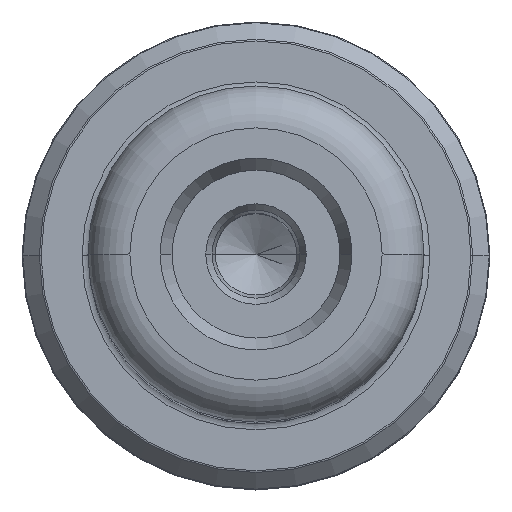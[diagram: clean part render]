
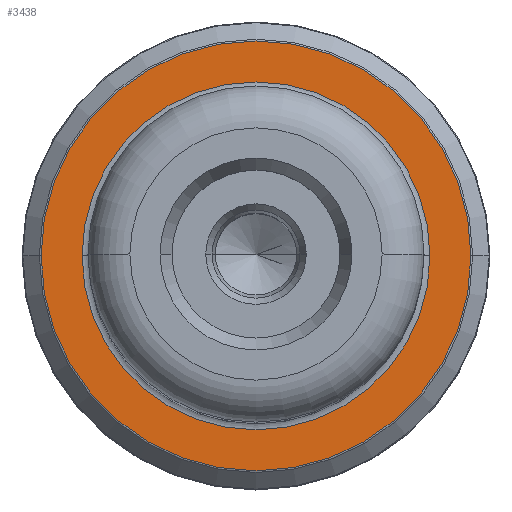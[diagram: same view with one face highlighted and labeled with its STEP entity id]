
A CAD part, top view. The second image highlights one B-rep face of the part: STEP entity #3438.
In plain terms, the highlighted planar face has unit normal (0, 0, 1).
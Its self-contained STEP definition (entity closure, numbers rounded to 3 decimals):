
#245 = ORIENTED_EDGE ( 'NONE', *, *, #937, .T. ) ;
#339 = CARTESIAN_POINT ( 'NONE',  ( -14.5, 0., 30. ) ) ;
#379 = VERTEX_POINT ( 'NONE', #1780 ) ;
#545 = CARTESIAN_POINT ( 'NONE',  ( 0., 0., 30. ) ) ;
#586 = CIRCLE ( 'NONE', #3548, 14.5 ) ;
#589 = ORIENTED_EDGE ( 'NONE', *, *, #3845, .T. ) ;
#937 = EDGE_CURVE ( 'NONE', #3165, #3454, #586, .T. ) ;
#1011 = CIRCLE ( 'NONE', #3287, 17.917 ) ;
#1158 = ORIENTED_EDGE ( 'NONE', *, *, #1276, .T. ) ;
#1205 = ORIENTED_EDGE ( 'NONE', *, *, #2515, .T. ) ;
#1258 = DIRECTION ( 'NONE',  ( 1., 0., 0. ) ) ;
#1276 = EDGE_CURVE ( 'NONE', #3454, #3165, #1560, .T. ) ;
#1363 = VERTEX_POINT ( 'NONE', #3048 ) ;
#1438 = DIRECTION ( 'NONE',  ( -1., 0., 0. ) ) ;
#1460 = CARTESIAN_POINT ( 'NONE',  ( 0., 0., 30. ) ) ;
#1528 = FACE_OUTER_BOUND ( 'NONE', #3015, .T. ) ;
#1560 = CIRCLE ( 'NONE', #2796, 14.5 ) ;
#1780 = CARTESIAN_POINT ( 'NONE',  ( 17.917, 0., 30. ) ) ;
#1888 = FACE_BOUND ( 'NONE', #2382, .T. ) ;
#2256 = AXIS2_PLACEMENT_3D ( 'NONE', #2516, #3133, #3426 ) ;
#2368 = AXIS2_PLACEMENT_3D ( 'NONE', #545, #3009, #2702 ) ;
#2377 = CARTESIAN_POINT ( 'NONE',  ( 0., 0., 30. ) ) ;
#2382 = EDGE_LOOP ( 'NONE', ( #245, #1158 ) ) ;
#2421 = DIRECTION ( 'NONE',  ( 0., 0., -1. ) ) ;
#2500 = PLANE ( 'NONE',  #2256 ) ;
#2515 = EDGE_CURVE ( 'NONE', #379, #1363, #1011, .T. ) ;
#2516 = CARTESIAN_POINT ( 'NONE',  ( 0., 0., 30. ) ) ;
#2700 = DIRECTION ( 'NONE',  ( 0., 0., 1. ) ) ;
#2702 = DIRECTION ( 'NONE',  ( 1., 0., 0. ) ) ;
#2796 = AXIS2_PLACEMENT_3D ( 'NONE', #2377, #2421, #3398 ) ;
#2931 = CARTESIAN_POINT ( 'NONE',  ( 0., 0., 30. ) ) ;
#2979 = DIRECTION ( 'NONE',  ( 0., 0., -1. ) ) ;
#3009 = DIRECTION ( 'NONE',  ( 0., 0., 1. ) ) ;
#3015 = EDGE_LOOP ( 'NONE', ( #1205, #589 ) ) ;
#3048 = CARTESIAN_POINT ( 'NONE',  ( -17.917, 0., 30. ) ) ;
#3133 = DIRECTION ( 'NONE',  ( 0., 0., 1. ) ) ;
#3165 = VERTEX_POINT ( 'NONE', #339 ) ;
#3287 = AXIS2_PLACEMENT_3D ( 'NONE', #1460, #2700, #1258 ) ;
#3398 = DIRECTION ( 'NONE',  ( -1., 0., 0. ) ) ;
#3426 = DIRECTION ( 'NONE',  ( 1., 0., 0. ) ) ;
#3438 = ADVANCED_FACE ( 'NONE', ( #1888, #1528 ), #2500, .T. ) ;
#3454 = VERTEX_POINT ( 'NONE', #3767 ) ;
#3548 = AXIS2_PLACEMENT_3D ( 'NONE', #2931, #2979, #1438 ) ;
#3602 = CIRCLE ( 'NONE', #2368, 17.917 ) ;
#3767 = CARTESIAN_POINT ( 'NONE',  ( 14.5, 0., 30. ) ) ;
#3845 = EDGE_CURVE ( 'NONE', #1363, #379, #3602, .T. ) ;
